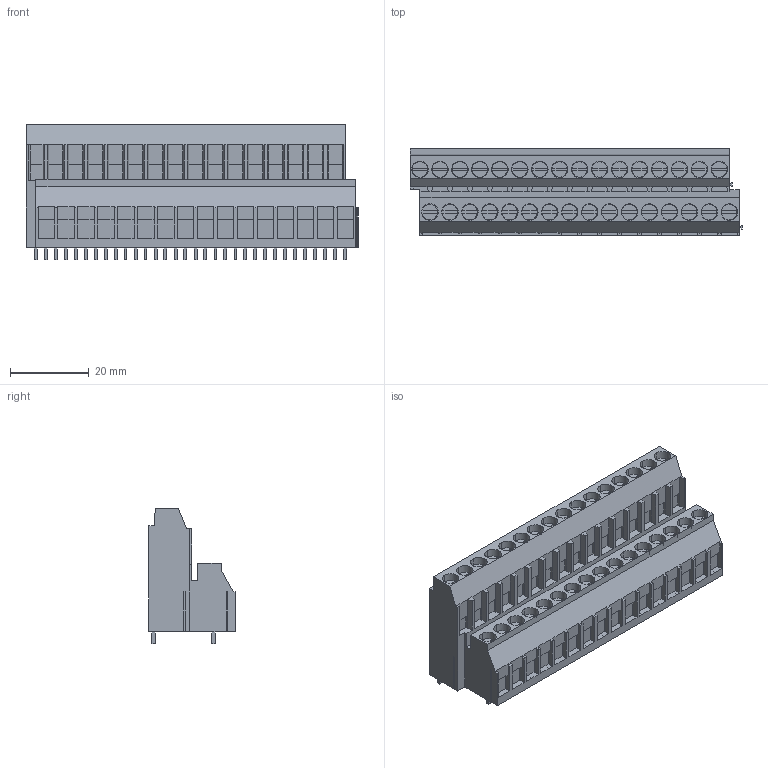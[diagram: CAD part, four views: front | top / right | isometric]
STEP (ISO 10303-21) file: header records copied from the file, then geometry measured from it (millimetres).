
FILE_DESCRIPTION(('CATIA V5 STEP','CAx-IF Rec.Pracs.--- Model Styling and Organization---1.4--- 2014-01-23'),'2;1');
FILE_NAME ('D1460979_1', '2024-03-18T12:50:30+00:00', ('none'), ('Weidmueller'), 'CATIA Version 5-6 Release 2016 SP3 HF44', 'CATIA V5 STEP AP214', 'none');
FILE_SCHEMA(('AUTOMOTIVE_DESIGN { 1 0 10303 214 1 1 1 1 }'));
Length unit declared in the file: millimetre
Products named in the file (1): 1977600000
Bounding box: 84.47 x 21.94 x 34.47 mm (x, y, z)
Volume: 34622.6 mm3; surface area: 16572.4 mm2
Topology: 65 solids, 65 shells, 1780 faces, 5112 edges, 3495 vertices
Faces by surface type: plane 1652, cylinder 128
Entity records: 53076 total; most frequent: ORIENTED_EDGE 10224, CARTESIAN_POINT 10199, DIRECTION 6647, EDGE_CURVE 5112, VECTOR 4513, LINE 4513, VERTEX_POINT 3495, EDGE_LOOP 1813
